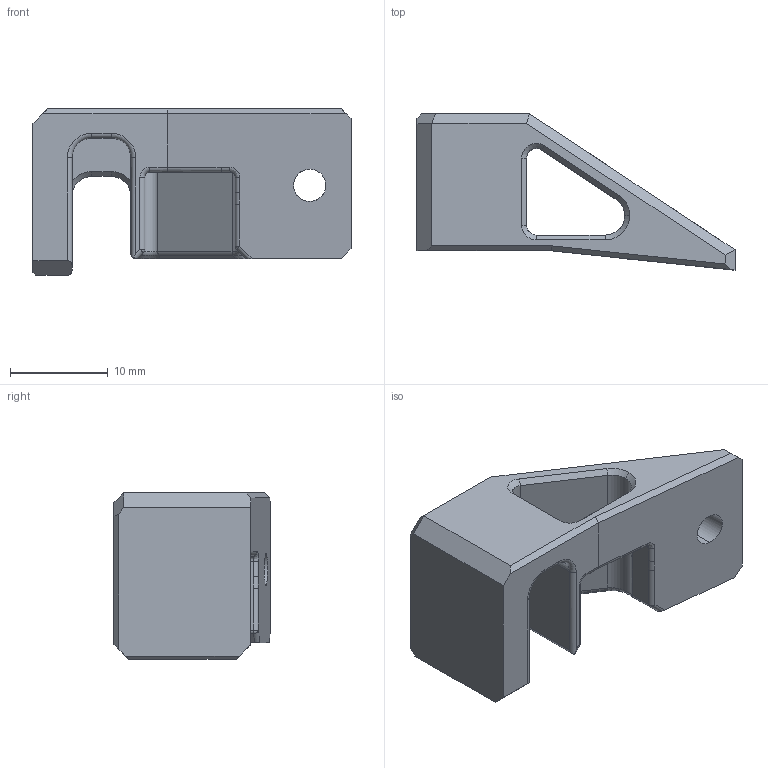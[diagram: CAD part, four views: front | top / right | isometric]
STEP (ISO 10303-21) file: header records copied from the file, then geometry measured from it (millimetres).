
FILE_DESCRIPTION (( 'STEP AP214' ), '1' );
FILE_NAME ('FOR CAN CABLE.STEP', '2023-01-03T04:02:38', ( 'Windows User' ), ( 'P R C' ), 'SwSTEP 2.0', 'SolidWorks 2022', '' );
FILE_SCHEMA (( 'AUTOMOTIVE_DESIGN' ));
Length unit declared in the file: millimetre
Products named in the file (1): FOR CAN CABLE
Bounding box: 32.5 x 15.97 x 17 mm (x, y, z)
Volume: 2656.6 mm3; surface area: 2375.1 mm2
Topology: 1 solids, 1 shells, 115 faces, 292 edges, 177 vertices
Faces by surface type: plane 46, cylinder 31, cone 13, bspline 13, torus 8, sphere 4
Entity records: 3896 total; most frequent: CARTESIAN_POINT 1222, ORIENTED_EDGE 582, DIRECTION 523, EDGE_CURVE 291, AXIS2_PLACEMENT_3D 183, VERTEX_POINT 177, LINE 157, VECTOR 157
